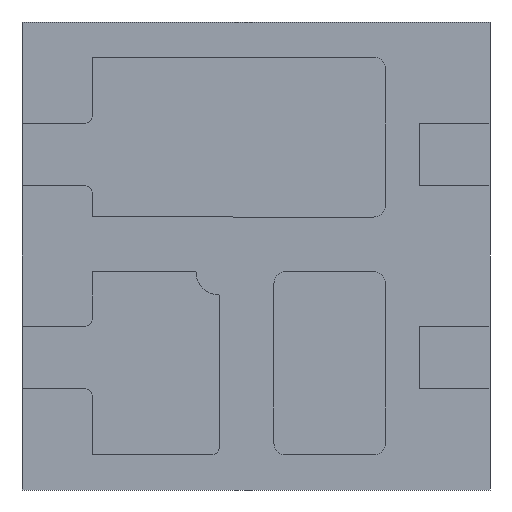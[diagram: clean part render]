
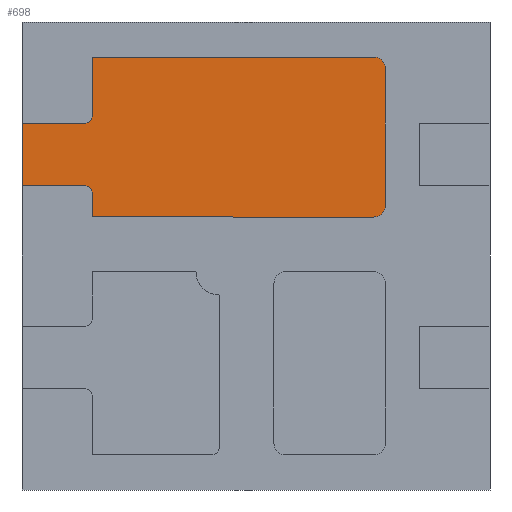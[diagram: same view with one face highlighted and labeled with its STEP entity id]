
A CAD part, front view. The second image highlights one B-rep face of the part: STEP entity #698.
In plain terms, the highlighted planar face has unit normal (0, -1, 0).
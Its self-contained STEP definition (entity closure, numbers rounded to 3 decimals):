
#102 = DIRECTION ( 'NONE',  ( -1., 0., 0. ) ) ;
#131 = EDGE_CURVE ( 'NONE', #1505, #2096, #2801, .T. ) ;
#143 = CARTESIAN_POINT ( 'NONE',  ( -1.1, 0., 0.45 ) ) ;
#207 = VERTEX_POINT ( 'NONE', #2832 ) ;
#217 = CARTESIAN_POINT ( 'NONE',  ( 0.755, 0., 1.275 ) ) ;
#246 = CARTESIAN_POINT ( 'NONE',  ( -1.5, 0., 0.85 ) ) ;
#321 = EDGE_CURVE ( 'NONE', #754, #993, #1408, .T. ) ;
#324 = ORIENTED_EDGE ( 'NONE', *, *, #1287, .F. ) ;
#335 = CIRCLE ( 'NONE', #748, 0.075 ) ;
#353 = VERTEX_POINT ( 'NONE', #2130 ) ;
#393 = VECTOR ( 'NONE', #1437, 1000. ) ;
#407 = EDGE_CURVE ( 'NONE', #620, #1261, #2425, .T. ) ;
#409 = CARTESIAN_POINT ( 'NONE',  ( -1.1, 0., 0.4 ) ) ;
#478 = LINE ( 'NONE', #246, #2734 ) ;
#504 = CARTESIAN_POINT ( 'NONE',  ( 0.755, 0., 0.325 ) ) ;
#517 = DIRECTION ( 'NONE',  ( 0., 0., -1. ) ) ;
#543 = DIRECTION ( 'NONE',  ( 0., 0., 1. ) ) ;
#585 = CARTESIAN_POINT ( 'NONE',  ( -1.1, 0., 0.85 ) ) ;
#596 = CARTESIAN_POINT ( 'NONE',  ( -1.05, 0., 0.25 ) ) ;
#620 = VERTEX_POINT ( 'NONE', #1523 ) ;
#650 = VECTOR ( 'NONE', #102, 1000. ) ;
#698 = ADVANCED_FACE ( 'NONE', ( #2609 ), #1391, .T. ) ;
#702 = ORIENTED_EDGE ( 'NONE', *, *, #1130, .F. ) ;
#722 = CARTESIAN_POINT ( 'NONE',  ( 0.755, 0., 0.25 ) ) ;
#744 = CARTESIAN_POINT ( 'NONE',  ( -1.05, 0., 0.25 ) ) ;
#748 = AXIS2_PLACEMENT_3D ( 'NONE', #2333, #3089, #2853 ) ;
#754 = VERTEX_POINT ( 'NONE', #2622 ) ;
#778 = LINE ( 'NONE', #816, #2593 ) ;
#782 = EDGE_CURVE ( 'NONE', #3023, #353, #998, .T. ) ;
#816 = CARTESIAN_POINT ( 'NONE',  ( 0.83, 0., 1.2 ) ) ;
#837 = DIRECTION ( 'NONE',  ( 0., -1., 0. ) ) ;
#840 = EDGE_CURVE ( 'NONE', #2651, #207, #2673, .T. ) ;
#883 = CARTESIAN_POINT ( 'NONE',  ( -1.5, 0., 0.45 ) ) ;
#920 = VECTOR ( 'NONE', #1720, 1000. ) ;
#993 = VERTEX_POINT ( 'NONE', #883 ) ;
#998 = LINE ( 'NONE', #3191, #1656 ) ;
#1012 = CARTESIAN_POINT ( 'NONE',  ( 0.83, 0., 1.2 ) ) ;
#1028 = CARTESIAN_POINT ( 'NONE',  ( 0.755, 0., 1.275 ) ) ;
#1049 = CIRCLE ( 'NONE', #1618, 0.05 ) ;
#1074 = CARTESIAN_POINT ( 'NONE',  ( -1.05, 0., 0.9 ) ) ;
#1130 = EDGE_CURVE ( 'NONE', #993, #620, #478, .T. ) ;
#1144 = AXIS2_PLACEMENT_3D ( 'NONE', #409, #837, #2827 ) ;
#1145 = ORIENTED_EDGE ( 'NONE', *, *, #782, .F. ) ;
#1154 = DIRECTION ( 'NONE',  ( 0., 0., 1. ) ) ;
#1223 = ORIENTED_EDGE ( 'NONE', *, *, #2216, .F. ) ;
#1227 = VECTOR ( 'NONE', #2414, 1000. ) ;
#1248 = DIRECTION ( 'NONE',  ( 0., 0., 1. ) ) ;
#1261 = VERTEX_POINT ( 'NONE', #585 ) ;
#1268 = AXIS2_PLACEMENT_3D ( 'NONE', #504, #1451, #1708 ) ;
#1287 = EDGE_CURVE ( 'NONE', #1314, #1622, #335, .T. ) ;
#1314 = VERTEX_POINT ( 'NONE', #1028 ) ;
#1323 = ORIENTED_EDGE ( 'NONE', *, *, #407, .F. ) ;
#1384 = CARTESIAN_POINT ( 'NONE',  ( -1.05, 0., 0.4 ) ) ;
#1391 = PLANE ( 'NONE',  #1144 ) ;
#1408 = LINE ( 'NONE', #143, #650 ) ;
#1413 = LINE ( 'NONE', #217, #1227 ) ;
#1437 = DIRECTION ( 'NONE',  ( 1., 0., 0. ) ) ;
#1451 = DIRECTION ( 'NONE',  ( 0., 1., 0. ) ) ;
#1457 = CARTESIAN_POINT ( 'NONE',  ( -1.1, 0., 0.4 ) ) ;
#1505 = VERTEX_POINT ( 'NONE', #744 ) ;
#1523 = CARTESIAN_POINT ( 'NONE',  ( -1.5, 0., 0.85 ) ) ;
#1586 = ORIENTED_EDGE ( 'NONE', *, *, #131, .F. ) ;
#1611 = EDGE_CURVE ( 'NONE', #1622, #2651, #778, .T. ) ;
#1618 = AXIS2_PLACEMENT_3D ( 'NONE', #3199, #2889, #1154 ) ;
#1622 = VERTEX_POINT ( 'NONE', #1012 ) ;
#1656 = VECTOR ( 'NONE', #2729, 1000. ) ;
#1663 = CARTESIAN_POINT ( 'NONE',  ( -1.1, 0., 0.85 ) ) ;
#1679 = CARTESIAN_POINT ( 'NONE',  ( 0.83, 0., 0.325 ) ) ;
#1690 = CIRCLE ( 'NONE', #2218, 0.05 ) ;
#1691 = ORIENTED_EDGE ( 'NONE', *, *, #2277, .F. ) ;
#1695 = EDGE_CURVE ( 'NONE', #2096, #754, #1690, .T. ) ;
#1706 = ORIENTED_EDGE ( 'NONE', *, *, #2023, .F. ) ;
#1708 = DIRECTION ( 'NONE',  ( 0., 0., 1. ) ) ;
#1720 = DIRECTION ( 'NONE',  ( -1., 0., 0. ) ) ;
#2023 = EDGE_CURVE ( 'NONE', #207, #1505, #3235, .T. ) ;
#2096 = VERTEX_POINT ( 'NONE', #1384 ) ;
#2130 = CARTESIAN_POINT ( 'NONE',  ( -1.05, 0., 1.275 ) ) ;
#2216 = EDGE_CURVE ( 'NONE', #353, #1314, #1413, .T. ) ;
#2218 = AXIS2_PLACEMENT_3D ( 'NONE', #1457, #2228, #3211 ) ;
#2228 = DIRECTION ( 'NONE',  ( 0., -1., 0. ) ) ;
#2277 = EDGE_CURVE ( 'NONE', #1261, #3023, #1049, .T. ) ;
#2333 = CARTESIAN_POINT ( 'NONE',  ( 0.755, 0., 1.2 ) ) ;
#2414 = DIRECTION ( 'NONE',  ( 1., 0., 0. ) ) ;
#2425 = LINE ( 'NONE', #1663, #393 ) ;
#2436 = ORIENTED_EDGE ( 'NONE', *, *, #1611, .F. ) ;
#2464 = VECTOR ( 'NONE', #543, 1000. ) ;
#2510 = EDGE_LOOP ( 'NONE', ( #1586, #1706, #2545, #2436, #324, #1223, #1145, #1691, #1323, #702, #2528, #3159 ) ) ;
#2528 = ORIENTED_EDGE ( 'NONE', *, *, #321, .F. ) ;
#2545 = ORIENTED_EDGE ( 'NONE', *, *, #840, .F. ) ;
#2593 = VECTOR ( 'NONE', #517, 1000. ) ;
#2609 = FACE_OUTER_BOUND ( 'NONE', #2510, .T. ) ;
#2622 = CARTESIAN_POINT ( 'NONE',  ( -1.1, 0., 0.45 ) ) ;
#2651 = VERTEX_POINT ( 'NONE', #1679 ) ;
#2673 = CIRCLE ( 'NONE', #1268, 0.075 ) ;
#2729 = DIRECTION ( 'NONE',  ( 0., 0., 1. ) ) ;
#2734 = VECTOR ( 'NONE', #1248, 1000. ) ;
#2801 = LINE ( 'NONE', #596, #2464 ) ;
#2827 = DIRECTION ( 'NONE',  ( 0., 0., -1. ) ) ;
#2832 = CARTESIAN_POINT ( 'NONE',  ( 0.755, 0., 0.25 ) ) ;
#2853 = DIRECTION ( 'NONE',  ( 0., 0., 1. ) ) ;
#2889 = DIRECTION ( 'NONE',  ( 0., -1., 0. ) ) ;
#3023 = VERTEX_POINT ( 'NONE', #1074 ) ;
#3089 = DIRECTION ( 'NONE',  ( 0., 1., 0. ) ) ;
#3159 = ORIENTED_EDGE ( 'NONE', *, *, #1695, .F. ) ;
#3191 = CARTESIAN_POINT ( 'NONE',  ( -1.05, 0., 0.9 ) ) ;
#3199 = CARTESIAN_POINT ( 'NONE',  ( -1.1, 0., 0.9 ) ) ;
#3211 = DIRECTION ( 'NONE',  ( 0., 0., -1. ) ) ;
#3235 = LINE ( 'NONE', #722, #920 ) ;
